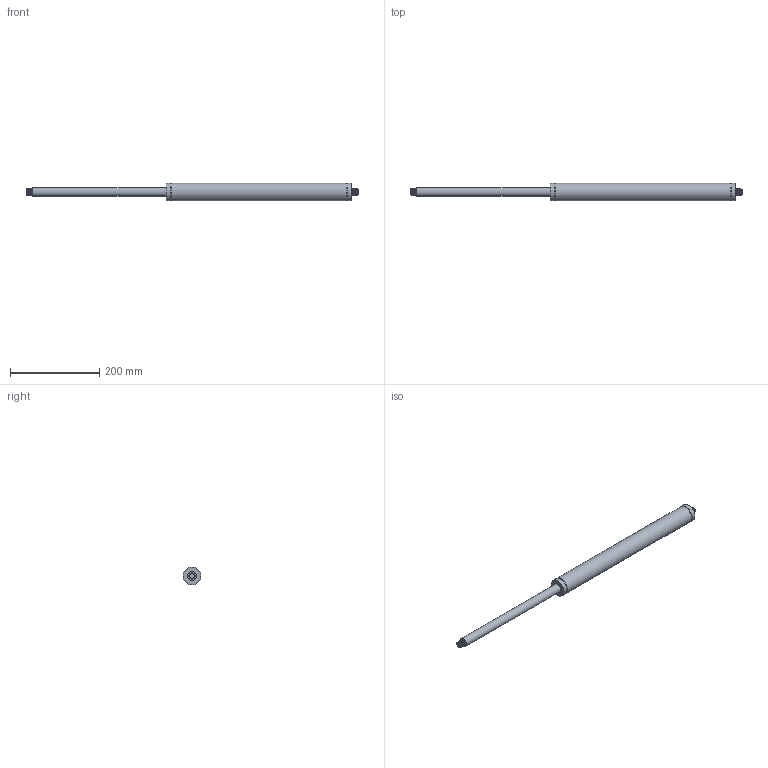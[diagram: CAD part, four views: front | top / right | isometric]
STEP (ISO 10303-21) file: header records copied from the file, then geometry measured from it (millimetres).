
FILE_DESCRIPTION(/* description */ (''),/* implementation_level */ '2;1');
FILE_NAME(/* name */ 'G_20_40_300_1_716_Steel.stp',/* time_stamp */ '2024-03-08T10:07:02+02:00',/* author */ (''),/* organization */ (''),/* preprocessor_version */ 'ST-DEVELOPER v16',/* originating_system */ 'SIEMENS PLM Software NX 11.0',/* authorisation */ '');
FILE_SCHEMA (('AUTOMOTIVE_DESIGN { 1 0 10303 214 3 1 1 1 }'));
Length unit declared in the file: millimetre
Products named in the file (5): thread cylinder; thread rod; rod; cylinder; G_20_40_300_1_716_Steel_stp
Assembly tree (4 placements, depth 2):
  G_20_40_300_1_716_Steel_stp
    cylinder
    rod
    thread rod
    thread cylinder
Bounding box: 746 x 40 x 40 mm (x, y, z)
Volume: 620791.7 mm3; surface area: 76619.5 mm2
Topology: 4 solids, 4 shells, 24 faces, 44 edges, 28 vertices
Faces by surface type: plane 8, cylinder 8, bspline 4, torus 2, cone 2
Full cylindrical faces by diameter (mm): 20 x1, 40 x3
Entity records: 4065 total; most frequent: CARTESIAN_POINT 3541, DIRECTION 86, ORIENTED_EDGE 68, AXIS2_PLACEMENT_3D 43, EDGE_CURVE 34, EDGE_LOOP 32, VERTEX_POINT 26, ADVANCED_FACE 24
